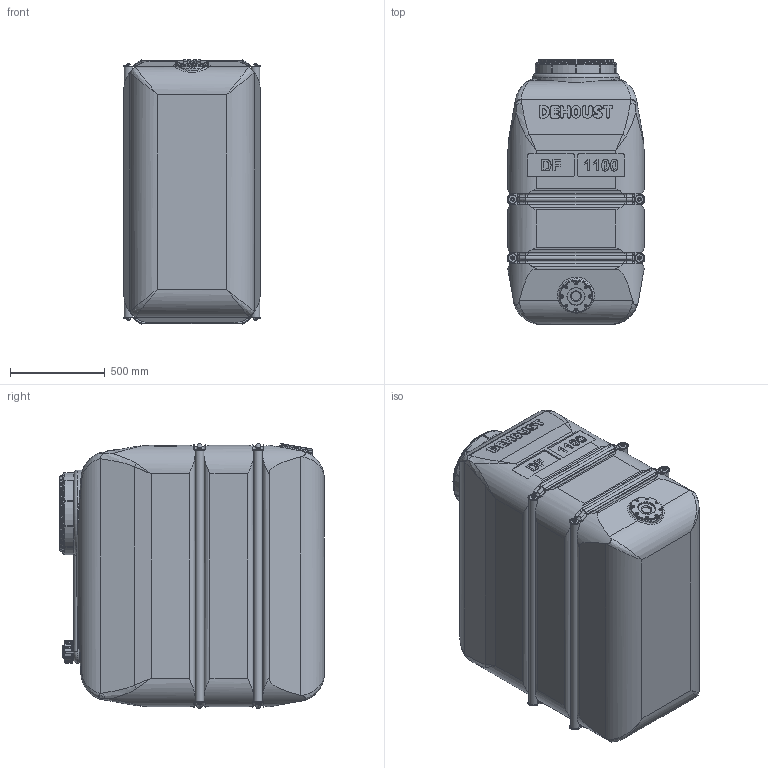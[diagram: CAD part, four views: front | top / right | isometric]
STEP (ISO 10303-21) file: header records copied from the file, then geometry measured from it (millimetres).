
FILE_DESCRIPTION(/* description */ (''),/* implementation_level */ '2;1');
FILE_NAME(/* name */ 'D625969_-DF-1100.stp',/* time_stamp */ '2023-11-01T10:16:27+01:00',/* author */ ('depo'),/* organization */ (''),/* preprocessor_version */ 'ST-DEVELOPER v18.1',/* originating_system */ 'Autodesk Inventor 2022',/* authorisation */ '');
FILE_SCHEMA (('AUTOMOTIVE_DESIGN { 1 0 10303 214 3 1 1 }'));
Length unit declared in the file: millimetre
Products named in the file (17): D625969; DF Behälter_1100; 203032; Bandage-1100; Längsbandage-1100; Kopfband-kurz; DIN 934 - M12; DIN 933 - M12  x 35; 203035; 203030; 203046; 203045; 203031; 203037; 203036; DEHOUST_Schriftzug; 203044
Assembly tree (30 placements, depth 3):
  D625969
    DF Behälter_1100
    203032
    Bandage-1100  x2
      Längsbandage-1100
      Kopfband-kurz
      DIN 933 - M12  x 35
      DIN 934 - M12
    203046
    203031
    203037
    203045
    203036
    203035
      203030
      203046
      203045
      203031
      203037
      203036
    DEHOUST_Schriftzug
    203044
Bounding box: 727 x 1399.5 x 1400.32 mm (x, y, z)
Volume: 1185928057.3 mm3; surface area: 9590912.4 mm2
Topology: 53 solids, 53 shells, 1669 faces, 4187 edges, 2658 vertices
Faces by surface type: plane 631, cylinder 493, bspline 296, torus 131, cone 106, sphere 12
Full cylindrical faces by diameter (mm): 7 x8, 8 x8, 10.106 x8, 11.053 x8, 12 x8, 17.2 x8, 44 x4, 46 x4, 48 x1, 56 x2, 56.656 x2, 58 x2, 58.5 x2, 61 x2, 64 x2, 65 x2, 66 x2, 68 x2, 73 x2, 76 x2, 81 x1, 83.5 x2, 85 x2, 86 x2, 86.2 x4, 90 x6, 92 x1, 98 x2, 99.5 x8, 102 x1
Entity records: 38398 total; most frequent: CARTESIAN_POINT 15425, ORIENTED_EDGE 4780, DIRECTION 4374, EDGE_CURVE 2390, AXIS2_PLACEMENT_3D 1642, VERTEX_POINT 1526, LINE 1090, VECTOR 1090
